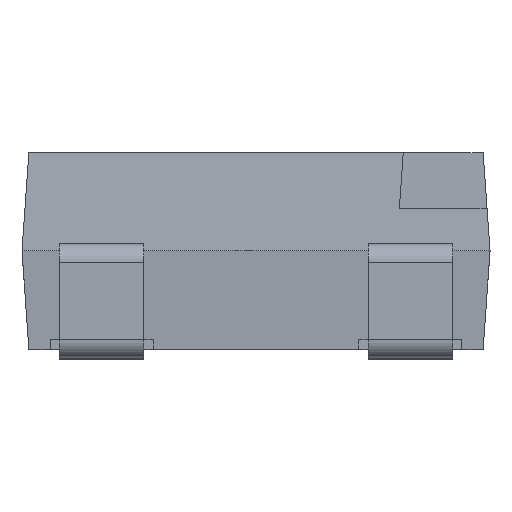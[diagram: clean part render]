
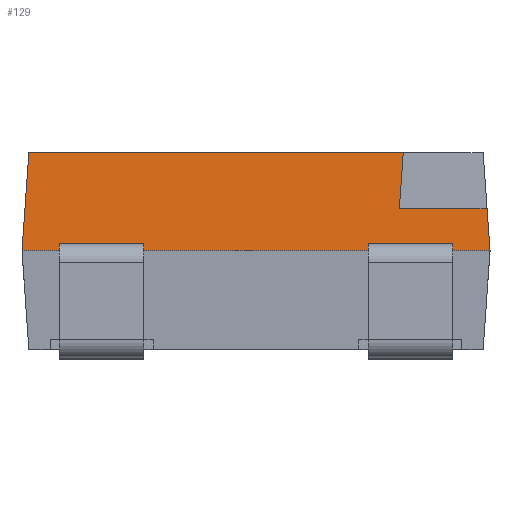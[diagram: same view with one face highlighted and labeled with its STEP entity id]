
A CAD part, top view. The second image highlights one B-rep face of the part: STEP entity #129.
In plain terms, the highlighted planar face has unit normal (0, 0.07, 0.998).
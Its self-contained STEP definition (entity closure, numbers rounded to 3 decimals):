
#129 = ADVANCED_FACE ( 'NONE', ( #1897 ), #1121, .T. ) ;
#166 = CARTESIAN_POINT ( 'NONE',  ( -2.5, 0., 2.5 ) ) ;
#274 = ORIENTED_EDGE ( 'NONE', *, *, #484, .F. ) ;
#291 = ORIENTED_EDGE ( 'NONE', *, *, #612, .T. ) ;
#305 = LINE ( 'NONE', #3159, #1763 ) ;
#437 = VECTOR ( 'NONE', #1691, 1000. ) ;
#484 = EDGE_CURVE ( 'NONE', #2640, #2268, #1277, .T. ) ;
#612 = EDGE_CURVE ( 'NONE', #2745, #2877, #818, .T. ) ;
#622 = DIRECTION ( 'NONE',  ( -1., 0., 0. ) ) ;
#657 = VERTEX_POINT ( 'NONE', #890 ) ;
#667 = DIRECTION ( 'NONE',  ( 0., 0.07, 0.998 ) ) ;
#716 = CARTESIAN_POINT ( 'NONE',  ( -2.427, 1.05, 2.427 ) ) ;
#798 = ORIENTED_EDGE ( 'NONE', *, *, #2980, .F. ) ;
#818 = LINE ( 'NONE', #166, #437 ) ;
#890 = CARTESIAN_POINT ( 'NONE',  ( 1.531, 0.45, 2.469 ) ) ;
#945 = CARTESIAN_POINT ( 'NONE',  ( 2.469, 0.45, 2.469 ) ) ;
#1034 = CARTESIAN_POINT ( 'NONE',  ( -2.5, 0., 2.5 ) ) ;
#1077 = ORIENTED_EDGE ( 'NONE', *, *, #1193, .T. ) ;
#1121 = PLANE ( 'NONE',  #2689 ) ;
#1193 = EDGE_CURVE ( 'NONE', #2877, #2268, #1331, .T. ) ;
#1215 = ORIENTED_EDGE ( 'NONE', *, *, #3005, .T. ) ;
#1277 = LINE ( 'NONE', #2017, #2312 ) ;
#1284 = DIRECTION ( 'NONE',  ( 1., 0., 0. ) ) ;
#1319 = LINE ( 'NONE', #2611, #1327 ) ;
#1327 = VECTOR ( 'NONE', #622, 1000. ) ;
#1331 = LINE ( 'NONE', #1034, #1489 ) ;
#1489 = VECTOR ( 'NONE', #1284, 1000. ) ;
#1562 = CARTESIAN_POINT ( 'NONE',  ( -2.5, 0., 2.5 ) ) ;
#1615 = CARTESIAN_POINT ( 'NONE',  ( 2.5, 0., 2.5 ) ) ;
#1631 = ORIENTED_EDGE ( 'NONE', *, *, #3021, .T. ) ;
#1691 = DIRECTION ( 'NONE',  ( -0.07, -0.995, 0.07 ) ) ;
#1763 = VECTOR ( 'NONE', #2362, 1000. ) ;
#1897 = FACE_OUTER_BOUND ( 'NONE', #3084, .T. ) ;
#2017 = CARTESIAN_POINT ( 'NONE',  ( 2.5, 0., 2.5 ) ) ;
#2037 = DIRECTION ( 'NONE',  ( 0.07, -0.995, 0.07 ) ) ;
#2195 = CARTESIAN_POINT ( 'NONE',  ( -2.5, 0., 2.5 ) ) ;
#2268 = VERTEX_POINT ( 'NONE', #1615 ) ;
#2312 = VECTOR ( 'NONE', #2037, 1000. ) ;
#2362 = DIRECTION ( 'NONE',  ( 0.07, 0.995, -0.07 ) ) ;
#2611 = CARTESIAN_POINT ( 'NONE',  ( -2.5, 0.45, 2.469 ) ) ;
#2640 = VERTEX_POINT ( 'NONE', #945 ) ;
#2650 = VERTEX_POINT ( 'NONE', #2753 ) ;
#2662 = CARTESIAN_POINT ( 'NONE',  ( 0., 1.05, 2.427 ) ) ;
#2689 = AXIS2_PLACEMENT_3D ( 'NONE', #2195, #667, #2709 ) ;
#2709 = DIRECTION ( 'NONE',  ( 0., -0.998, 0.07 ) ) ;
#2745 = VERTEX_POINT ( 'NONE', #716 ) ;
#2753 = CARTESIAN_POINT ( 'NONE',  ( 1.573, 1.05, 2.427 ) ) ;
#2781 = VECTOR ( 'NONE', #2919, 1000. ) ;
#2877 = VERTEX_POINT ( 'NONE', #1562 ) ;
#2919 = DIRECTION ( 'NONE',  ( 1., 0., 0. ) ) ;
#2933 = LINE ( 'NONE', #2662, #2781 ) ;
#2980 = EDGE_CURVE ( 'NONE', #2745, #2650, #2933, .T. ) ;
#3005 = EDGE_CURVE ( 'NONE', #2640, #657, #1319, .T. ) ;
#3021 = EDGE_CURVE ( 'NONE', #657, #2650, #305, .T. ) ;
#3084 = EDGE_LOOP ( 'NONE', ( #1215, #1631, #798, #291, #1077, #274 ) ) ;
#3159 = CARTESIAN_POINT ( 'NONE',  ( 1.481, -0.277, 2.519 ) ) ;
